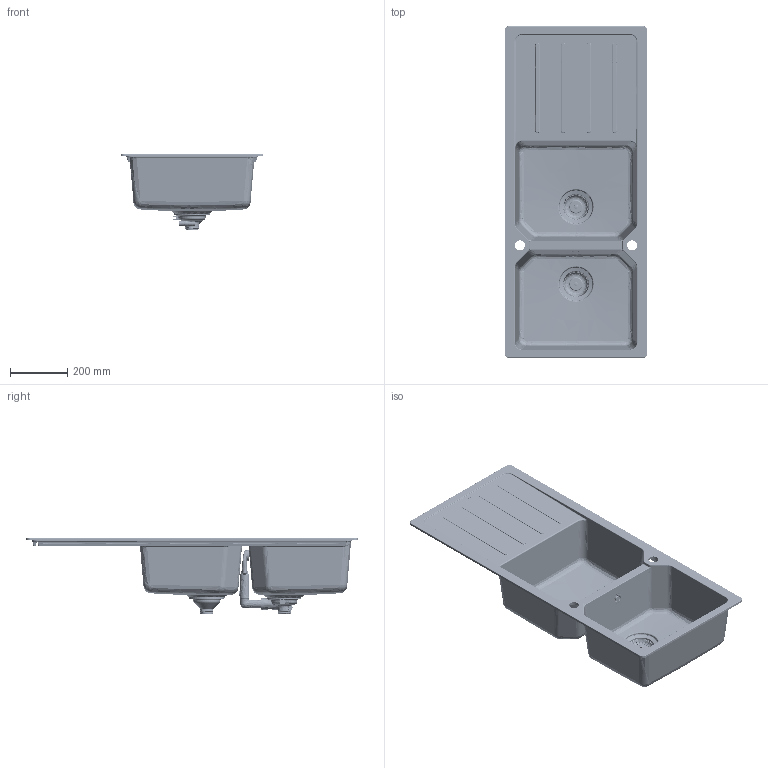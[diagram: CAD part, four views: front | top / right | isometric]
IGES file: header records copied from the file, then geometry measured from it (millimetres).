
Global section: file name: UCG 621; native system: Autodesk Inventor 2018; preprocessor: unknown; date: 20201103.150139; units: millimetre
Bounding box: 500 x 1160 x 264.5 mm (x, y, z)
Volume: 8734392 mm3; surface area: 2412842.8 mm2
Topology: 31 solids, 32 shells, 7607 faces, 20621 edges, 13315 vertices
Faces by surface type: bspline 7607
